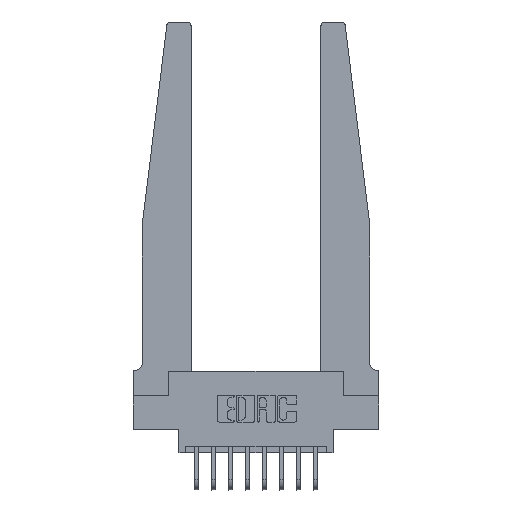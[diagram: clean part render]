
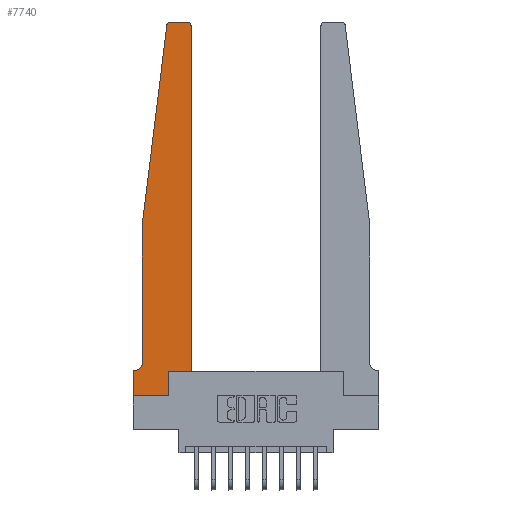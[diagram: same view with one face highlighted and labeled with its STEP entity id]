
A CAD part, top view. The second image highlights one B-rep face of the part: STEP entity #7740.
In plain terms, the highlighted planar face has unit normal (0, 0, 1).
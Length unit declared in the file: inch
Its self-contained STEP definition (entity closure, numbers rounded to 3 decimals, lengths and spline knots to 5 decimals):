
#860 = CARTESIAN_POINT ( 'NONE',  ( 0.015, 0.1875, 0.37 ) ) ;
#1026 = EDGE_CURVE ( 'NONE', #4692, #14703, #6723, .T. ) ;
#1099 = ORIENTED_EDGE ( 'NONE', *, *, #5353, .T. ) ;
#1126 = LINE ( 'NONE', #14197, #7894 ) ;
#1136 = VECTOR ( 'NONE', #1736, 39.37008 ) ;
#1423 = CARTESIAN_POINT ( 'NONE',  ( 0.2605, 0.18, 0.37 ) ) ;
#1439 = DIRECTION ( 'NONE',  ( 1., 0., 0. ) ) ;
#1736 = DIRECTION ( 'NONE',  ( 0., -1., 0. ) ) ;
#1827 = AXIS2_PLACEMENT_3D ( 'NONE', #6535, #7889, #5333 ) ;
#1928 = CARTESIAN_POINT ( 'NONE',  ( 0.015, 0.2375, 0.37 ) ) ;
#2068 = AXIS2_PLACEMENT_3D ( 'NONE', #9804, #8519, #9976 ) ;
#2127 = VECTOR ( 'NONE', #16327, 39.37008 ) ;
#2444 = CARTESIAN_POINT ( 'NONE',  ( 0., 0., 0.37 ) ) ;
#2655 = LINE ( 'NONE', #10511, #14130 ) ;
#2754 = EDGE_CURVE ( 'NONE', #14741, #4692, #8133, .T. ) ;
#2791 = CARTESIAN_POINT ( 'NONE',  ( 0.27653, 2.75, 0.37 ) ) ;
#2917 = CARTESIAN_POINT ( 'NONE',  ( 0.065, 1.25, 0.37 ) ) ;
#2953 = DIRECTION ( 'NONE',  ( 1., 0., 0. ) ) ;
#3050 = ORIENTED_EDGE ( 'NONE', *, *, #5051, .T. ) ;
#3109 = CARTESIAN_POINT ( 'NONE',  ( 0., 0., 0.37 ) ) ;
#3119 = DIRECTION ( 'NONE',  ( 0., 1., 0. ) ) ;
#3588 = DIRECTION ( 'NONE',  ( -1., 0., 0. ) ) ;
#3721 = DIRECTION ( 'NONE',  ( -1., 0., 0. ) ) ;
#4581 = CARTESIAN_POINT ( 'NONE',  ( 0.065, 0.2375, 0.37 ) ) ;
#4692 = VERTEX_POINT ( 'NONE', #2444 ) ;
#4827 = AXIS2_PLACEMENT_3D ( 'NONE', #1928, #9787, #3721 ) ;
#4929 = EDGE_CURVE ( 'NONE', #16047, #9880, #7979, .T. ) ;
#4938 = CARTESIAN_POINT ( 'NONE',  ( 0.25, 2.75, 0.37 ) ) ;
#4971 = ORIENTED_EDGE ( 'NONE', *, *, #12102, .T. ) ;
#5051 = EDGE_CURVE ( 'NONE', #10098, #9329, #9857, .T. ) ;
#5272 = CIRCLE ( 'NONE', #15378, 0.03 ) ;
#5333 = DIRECTION ( 'NONE',  ( 1., 0., 0. ) ) ;
#5353 = EDGE_CURVE ( 'NONE', #10483, #12601, #5272, .T. ) ;
#5648 = CARTESIAN_POINT ( 'NONE',  ( 0.2605, 0., 0.37 ) ) ;
#5660 = EDGE_CURVE ( 'NONE', #12601, #10098, #1126, .T. ) ;
#6043 = FACE_OUTER_BOUND ( 'NONE', #12579, .T. ) ;
#6308 = LINE ( 'NONE', #14512, #11959 ) ;
#6535 = CARTESIAN_POINT ( 'NONE',  ( 0.395, 2.72, 0.37 ) ) ;
#6537 = ORIENTED_EDGE ( 'NONE', *, *, #10682, .T. ) ;
#6723 = LINE ( 'NONE', #13298, #7637 ) ;
#7207 = VERTEX_POINT ( 'NONE', #860 ) ;
#7637 = VECTOR ( 'NONE', #2953, 39.37008 ) ;
#7740 = ADVANCED_FACE ( 'NONE', ( #6043 ), #15037, .T. ) ;
#7857 = DIRECTION ( 'NONE',  ( 0., 1., 0. ) ) ;
#7889 = DIRECTION ( 'NONE',  ( 0., 0., 1. ) ) ;
#7894 = VECTOR ( 'NONE', #9068, 39.37008 ) ;
#7979 = LINE ( 'NONE', #13368, #15400 ) ;
#8133 = LINE ( 'NONE', #3109, #1136 ) ;
#8179 = ORIENTED_EDGE ( 'NONE', *, *, #13560, .T. ) ;
#8403 = DIRECTION ( 'NONE',  ( 0., -1., 0. ) ) ;
#8487 = CARTESIAN_POINT ( 'NONE',  ( 0.065, 1.25, 0.37 ) ) ;
#8519 = DIRECTION ( 'NONE',  ( 0., 0., 1. ) ) ;
#9068 = DIRECTION ( 'NONE',  ( -0.122, -0.992, 0. ) ) ;
#9329 = VERTEX_POINT ( 'NONE', #4581 ) ;
#9513 = DIRECTION ( 'NONE',  ( 1., 0., 0. ) ) ;
#9554 = VECTOR ( 'NONE', #3588, 39.37008 ) ;
#9571 = CARTESIAN_POINT ( 'NONE',  ( 0.065, 0.1875, 0.37 ) ) ;
#9787 = DIRECTION ( 'NONE',  ( 0., 0., -1. ) ) ;
#9804 = CARTESIAN_POINT ( 'NONE',  ( 0., 0.1875, 0.37 ) ) ;
#9811 = LINE ( 'NONE', #9571, #2127 ) ;
#9857 = LINE ( 'NONE', #8487, #11042 ) ;
#9880 = VERTEX_POINT ( 'NONE', #10099 ) ;
#9976 = DIRECTION ( 'NONE',  ( 1., 0., 0. ) ) ;
#10098 = VERTEX_POINT ( 'NONE', #2917 ) ;
#10099 = CARTESIAN_POINT ( 'NONE',  ( 0.425, 2.72, 0.37 ) ) ;
#10483 = VERTEX_POINT ( 'NONE', #2791 ) ;
#10511 = CARTESIAN_POINT ( 'NONE',  ( 0.2605, 0.18, 0.37 ) ) ;
#10674 = ORIENTED_EDGE ( 'NONE', *, *, #10924, .T. ) ;
#10682 = EDGE_CURVE ( 'NONE', #9329, #7207, #13562, .T. ) ;
#10924 = EDGE_CURVE ( 'NONE', #9880, #15373, #14943, .T. ) ;
#11042 = VECTOR ( 'NONE', #8403, 39.37008 ) ;
#11181 = LINE ( 'NONE', #4938, #9554 ) ;
#11959 = VECTOR ( 'NONE', #1439, 39.37008 ) ;
#12066 = CARTESIAN_POINT ( 'NONE',  ( 0., 0.1875, 0.37 ) ) ;
#12102 = EDGE_CURVE ( 'NONE', #14703, #14188, #2655, .T. ) ;
#12107 = ORIENTED_EDGE ( 'NONE', *, *, #2754, .T. ) ;
#12160 = EDGE_CURVE ( 'NONE', #7207, #14741, #9811, .T. ) ;
#12225 = ORIENTED_EDGE ( 'NONE', *, *, #5660, .T. ) ;
#12393 = EDGE_CURVE ( 'NONE', #14188, #16047, #6308, .T. ) ;
#12430 = ORIENTED_EDGE ( 'NONE', *, *, #1026, .T. ) ;
#12579 = EDGE_LOOP ( 'NONE', ( #8179, #1099, #12225, #3050, #6537, #14314, #12107, #12430, #4971, #14847, #16671, #10674 ) ) ;
#12601 = VERTEX_POINT ( 'NONE', #14852 ) ;
#12694 = CARTESIAN_POINT ( 'NONE',  ( 0.395, 2.75, 0.37 ) ) ;
#13192 = DIRECTION ( 'NONE',  ( 0., 0., 1. ) ) ;
#13298 = CARTESIAN_POINT ( 'NONE',  ( 0., 0., 0.37 ) ) ;
#13368 = CARTESIAN_POINT ( 'NONE',  ( 0.425, 0.18, 0.37 ) ) ;
#13560 = EDGE_CURVE ( 'NONE', #15373, #10483, #11181, .T. ) ;
#13562 = CIRCLE ( 'NONE', #4827, 0.05 ) ;
#13913 = CARTESIAN_POINT ( 'NONE',  ( 0.425, 0.18, 0.37 ) ) ;
#14130 = VECTOR ( 'NONE', #7857, 39.37008 ) ;
#14188 = VERTEX_POINT ( 'NONE', #1423 ) ;
#14197 = CARTESIAN_POINT ( 'NONE',  ( 0.065, 1.25, 0.37 ) ) ;
#14314 = ORIENTED_EDGE ( 'NONE', *, *, #12160, .T. ) ;
#14512 = CARTESIAN_POINT ( 'NONE',  ( 0.425, 0.18, 0.37 ) ) ;
#14703 = VERTEX_POINT ( 'NONE', #5648 ) ;
#14741 = VERTEX_POINT ( 'NONE', #12066 ) ;
#14847 = ORIENTED_EDGE ( 'NONE', *, *, #12393, .T. ) ;
#14852 = CARTESIAN_POINT ( 'NONE',  ( 0.24675, 2.72367, 0.37 ) ) ;
#14943 = CIRCLE ( 'NONE', #1827, 0.03 ) ;
#15037 = PLANE ( 'NONE',  #2068 ) ;
#15373 = VERTEX_POINT ( 'NONE', #12694 ) ;
#15378 = AXIS2_PLACEMENT_3D ( 'NONE', #15849, #13192, #9513 ) ;
#15400 = VECTOR ( 'NONE', #3119, 39.37008 ) ;
#15849 = CARTESIAN_POINT ( 'NONE',  ( 0.27653, 2.72, 0.37 ) ) ;
#16047 = VERTEX_POINT ( 'NONE', #13913 ) ;
#16327 = DIRECTION ( 'NONE',  ( -1., 0., 0. ) ) ;
#16671 = ORIENTED_EDGE ( 'NONE', *, *, #4929, .T. ) ;
